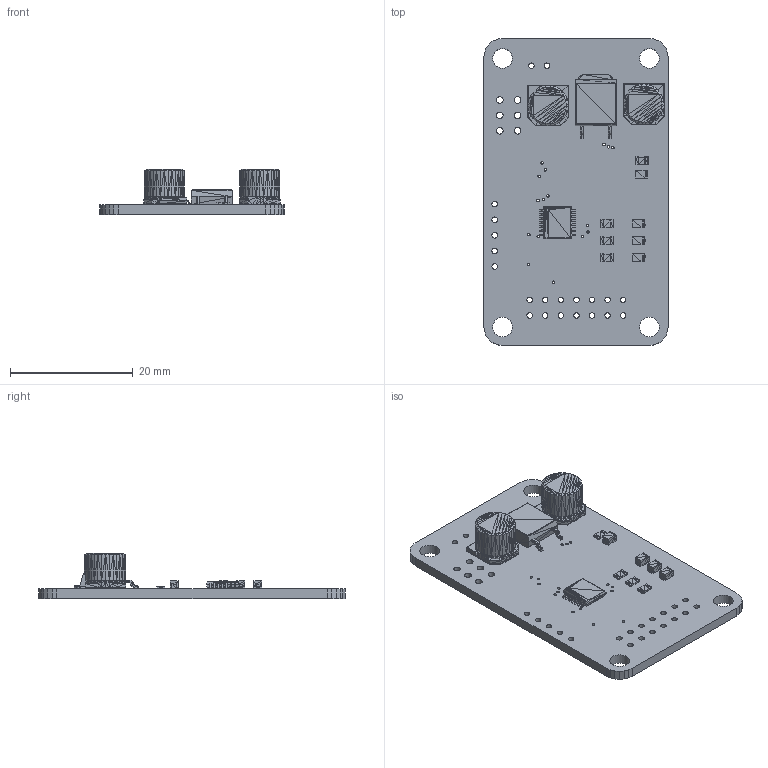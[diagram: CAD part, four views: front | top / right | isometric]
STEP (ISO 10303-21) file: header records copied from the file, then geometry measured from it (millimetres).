
FILE_DESCRIPTION(('for SolidWorks'),'2;1');
FILE_NAME('node-1824x-cad.step','2018-01-29T13:49:06',('MONSTER' ),(''),'Open CASCADE STEP processor 6.6','DipTrace','Unknown');
FILE_SCHEMA(('AUTOMOTIVE_DESIGN { 1 0 10303 214 1 1 1 1 }'));
Length unit declared in the file: millimetre
Products named in the file (7): PCB_node-1824x-cad; Board; capae-6.6x6.6h5.7; dio_0805; to252-3_9.6x6.6x2.28; res_0805; tssop-14
Assembly tree (13 placements, depth 2):
  PCB_node-1824x-cad
    Board
    capae-6.6x6.6h5.7  x2
    dio_0805  x4
    to252-3_9.6x6.6x2.28
    res_0805  x4
    tssop-14
Bounding box: 30 x 50 x 7.33 mm (x, y, z)
Volume: 2314.1 mm3; surface area: 4309.8 mm2
Topology: 9 solids, 43 shells, 3368 faces, 5190 edges, 1908 vertices
Faces by surface type: plane 3303, cylinder 65
Full cylindrical faces by diameter (mm): 0.4 x34, 0.9 x21, 1.1 x6, 3.2 x4
Entity records: 58317 total; most frequent: DIRECTION 7786, CARTESIAN_POINT 6780, ORIENTED_EDGE 6696, EDGE_CURVE 3348, LINE 3218, VECTOR 3218, AXIS2_PLACEMENT_3D 2284, FACE_BOUND 2270
